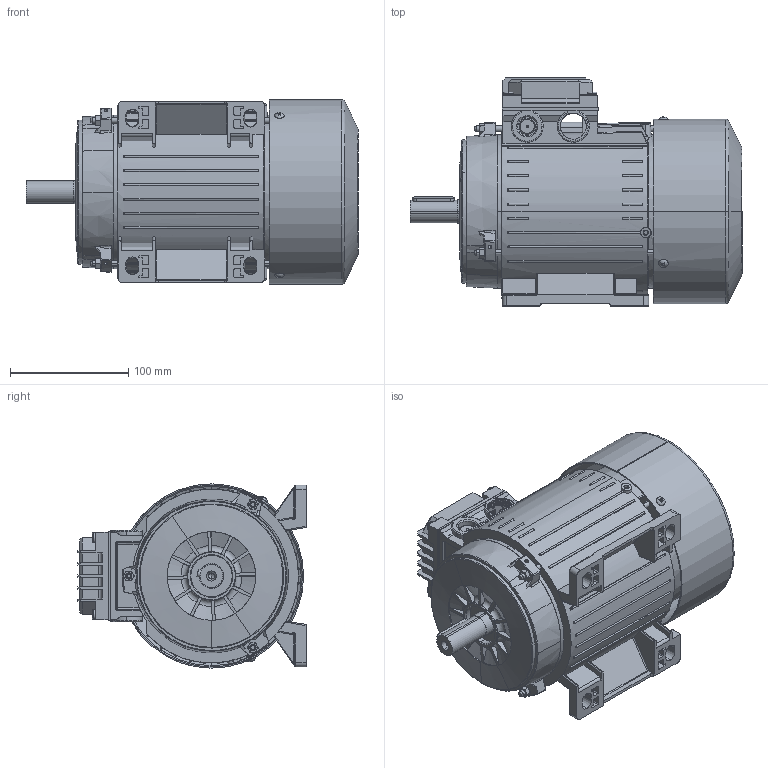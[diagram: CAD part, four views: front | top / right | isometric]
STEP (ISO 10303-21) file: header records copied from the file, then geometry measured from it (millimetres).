
FILE_DESCRIPTION (( 'STEP AP214' ), '1' );
FILE_NAME ('131C.STEP', '2024-04-23T21:40:18', ( '' ), ( '' ), 'SwSTEP 2.0', 'SolidWorks 2021', '' );
FILE_SCHEMA (( 'AUTOMOTIVE_DESIGN' ));
Length unit declared in the file: inch
Products named in the file (1): 131C
Bounding box: 281 x 193 x 156 mm (x, y, z)
Volume: 1180813.2 mm3; surface area: 470982.4 mm2
Topology: 19 solids, 20 shells, 3233 faces, 8766 edges, 5672 vertices
Faces by surface type: cylinder 1153, plane 1132, torus 375, cone 350, bspline 216, sphere 7
Entity records: 142282 total; most frequent: CARTESIAN_POINT 64293, ORIENTED_EDGE 17494, DIRECTION 14670, EDGE_CURVE 8747, VERTEX_POINT 5666, AXIS2_PLACEMENT_3D 5508, VECTOR 3654, LINE 3654
